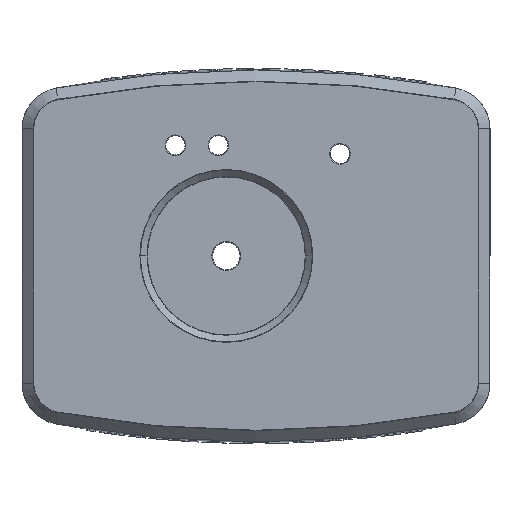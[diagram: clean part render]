
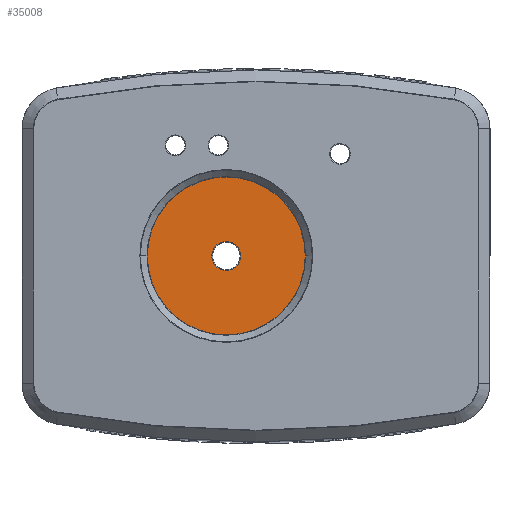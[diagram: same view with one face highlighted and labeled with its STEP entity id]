
A CAD part, top view. The second image highlights one B-rep face of the part: STEP entity #35008.
In plain terms, the highlighted planar face has unit normal (0, 0, 1).
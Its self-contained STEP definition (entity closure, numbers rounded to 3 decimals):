
#387 = CARTESIAN_POINT ( 'NONE',  ( 7.149, 0., 8.5 ) ) ;
#850 = FACE_OUTER_BOUND ( 'NONE', #26570, .T. ) ;
#4033 = AXIS2_PLACEMENT_3D ( 'NONE', #28294, #31269, #18902 ) ;
#7148 = DIRECTION ( 'NONE',  ( 0., 0., 1. ) ) ;
#7510 = VERTEX_POINT ( 'NONE', #31295 ) ;
#8401 = DIRECTION ( 'NONE',  ( 0., 0., -1. ) ) ;
#8542 = CARTESIAN_POINT ( 'NONE',  ( -4.31, 0., 8.5 ) ) ;
#8790 = DIRECTION ( 'NONE',  ( 1., 0., 0. ) ) ;
#9178 = CIRCLE ( 'NONE', #4033, 11.459 ) ;
#9857 = VERTEX_POINT ( 'NONE', #387 ) ;
#10003 = CARTESIAN_POINT ( 'NONE',  ( -4.31, 0., 8.5 ) ) ;
#11156 = DIRECTION ( 'NONE',  ( 1., 0., 0. ) ) ;
#11226 = AXIS2_PLACEMENT_3D ( 'NONE', #23736, #30031, #14537 ) ;
#11486 = CIRCLE ( 'NONE', #11226, 2.1 ) ;
#11562 = EDGE_CURVE ( 'NONE', #7510, #32403, #11486, .T. ) ;
#11825 = PLANE ( 'NONE',  #36228 ) ;
#14048 = EDGE_CURVE ( 'NONE', #32403, #7510, #36503, .T. ) ;
#14537 = DIRECTION ( 'NONE',  ( 1., 0., 0. ) ) ;
#14701 = CARTESIAN_POINT ( 'NONE',  ( -4.31, 0., 8.5 ) ) ;
#15805 = ORIENTED_EDGE ( 'NONE', *, *, #30969, .T. ) ;
#16871 = CARTESIAN_POINT ( 'NONE',  ( -2.21, 0., 8.5 ) ) ;
#18902 = DIRECTION ( 'NONE',  ( 1., 0., 0. ) ) ;
#21557 = CARTESIAN_POINT ( 'NONE',  ( -15.769, 0., 8.5 ) ) ;
#23736 = CARTESIAN_POINT ( 'NONE',  ( -4.31, 0., 8.5 ) ) ;
#23994 = CIRCLE ( 'NONE', #39669, 11.459 ) ;
#26570 = EDGE_LOOP ( 'NONE', ( #34143, #15805 ) ) ;
#27608 = DIRECTION ( 'NONE',  ( 0., 0., 1. ) ) ;
#28294 = CARTESIAN_POINT ( 'NONE',  ( -4.31, 0., 8.5 ) ) ;
#28661 = DIRECTION ( 'NONE',  ( 1., 0., 0. ) ) ;
#29095 = FACE_BOUND ( 'NONE', #33371, .T. ) ;
#29498 = ORIENTED_EDGE ( 'NONE', *, *, #14048, .T. ) ;
#29508 = AXIS2_PLACEMENT_3D ( 'NONE', #8542, #8401, #11156 ) ;
#30031 = DIRECTION ( 'NONE',  ( 0., 0., -1. ) ) ;
#30969 = EDGE_CURVE ( 'NONE', #37731, #9857, #9178, .T. ) ;
#31269 = DIRECTION ( 'NONE',  ( 0., 0., 1. ) ) ;
#31295 = CARTESIAN_POINT ( 'NONE',  ( -6.41, 0., 8.5 ) ) ;
#32403 = VERTEX_POINT ( 'NONE', #16871 ) ;
#32831 = ORIENTED_EDGE ( 'NONE', *, *, #11562, .T. ) ;
#33371 = EDGE_LOOP ( 'NONE', ( #29498, #32831 ) ) ;
#34143 = ORIENTED_EDGE ( 'NONE', *, *, #38789, .T. ) ;
#35008 = ADVANCED_FACE ( 'NONE', ( #29095, #850 ), #11825, .T. ) ;
#36228 = AXIS2_PLACEMENT_3D ( 'NONE', #14701, #27608, #8790 ) ;
#36503 = CIRCLE ( 'NONE', #29508, 2.1 ) ;
#37731 = VERTEX_POINT ( 'NONE', #21557 ) ;
#38789 = EDGE_CURVE ( 'NONE', #9857, #37731, #23994, .T. ) ;
#39669 = AXIS2_PLACEMENT_3D ( 'NONE', #10003, #7148, #28661 ) ;
